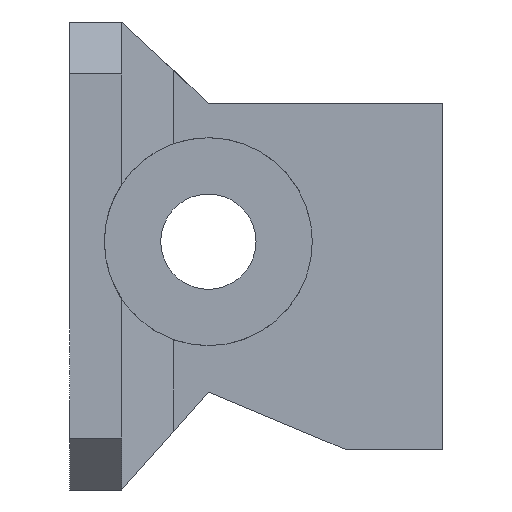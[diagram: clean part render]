
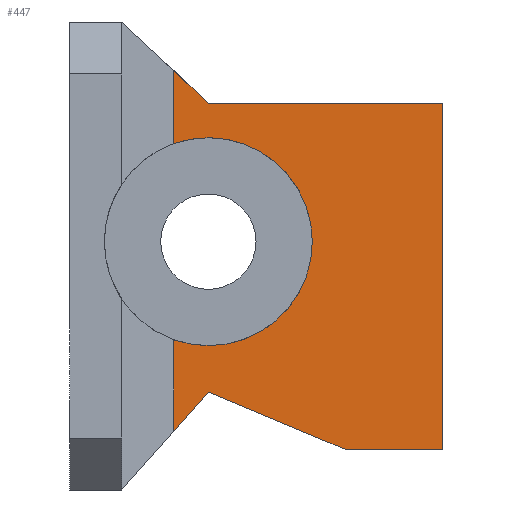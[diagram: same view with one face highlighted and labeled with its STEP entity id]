
A CAD part, left-side view. The second image highlights one B-rep face of the part: STEP entity #447.
In plain terms, the highlighted planar face has unit normal (-1, 0, 0).
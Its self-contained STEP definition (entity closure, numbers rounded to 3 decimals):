
#35=CIRCLE('',#495,6.);
#47=FACE_OUTER_BOUND('',#74,.T.);
#74=EDGE_LOOP('',(#339,#340,#341,#342,#343,#344,#345,#346,#347));
#112=LINE('',#701,#161);
#113=LINE('',#706,#162);
#115=LINE('',#710,#164);
#116=LINE('',#712,#165);
#117=LINE('',#714,#166);
#118=LINE('',#716,#167);
#119=LINE('',#718,#168);
#120=LINE('',#719,#169);
#161=VECTOR('',#568,10.);
#162=VECTOR('',#573,10.);
#164=VECTOR('',#577,10.);
#165=VECTOR('',#578,10.);
#166=VECTOR('',#579,10.);
#167=VECTOR('',#580,10.);
#168=VECTOR('',#581,10.);
#169=VECTOR('',#582,10.);
#212=VERTEX_POINT('',#697);
#213=VERTEX_POINT('',#699);
#214=VERTEX_POINT('',#703);
#215=VERTEX_POINT('',#705);
#216=VERTEX_POINT('',#709);
#217=VERTEX_POINT('',#711);
#218=VERTEX_POINT('',#713);
#219=VERTEX_POINT('',#715);
#220=VERTEX_POINT('',#717);
#261=EDGE_CURVE('',#212,#213,#112,.F.);
#263=EDGE_CURVE('',#215,#214,#113,.F.);
#265=EDGE_CURVE('',#216,#213,#115,.F.);
#266=EDGE_CURVE('',#217,#216,#116,.F.);
#267=EDGE_CURVE('',#217,#218,#117,.F.);
#268=EDGE_CURVE('',#219,#218,#118,.F.);
#269=EDGE_CURVE('',#220,#219,#119,.F.);
#270=EDGE_CURVE('',#215,#220,#120,.F.);
#271=EDGE_CURVE('',#212,#214,#35,.F.);
#339=ORIENTED_EDGE('',*,*,#261,.T.);
#340=ORIENTED_EDGE('',*,*,#265,.F.);
#341=ORIENTED_EDGE('',*,*,#266,.F.);
#342=ORIENTED_EDGE('',*,*,#267,.T.);
#343=ORIENTED_EDGE('',*,*,#268,.F.);
#344=ORIENTED_EDGE('',*,*,#269,.F.);
#345=ORIENTED_EDGE('',*,*,#270,.F.);
#346=ORIENTED_EDGE('',*,*,#263,.T.);
#347=ORIENTED_EDGE('',*,*,#271,.F.);
#428=PLANE('',#494);
#447=ADVANCED_FACE('',(#47),#428,.F.);
#494=AXIS2_PLACEMENT_3D('',#708,#575,#576);
#495=AXIS2_PLACEMENT_3D('',#720,#583,#584);
#568=DIRECTION('',(0.,0.,1.));
#573=DIRECTION('',(0.,0.,1.));
#575=DIRECTION('center_axis',(1.,0.,0.));
#576=DIRECTION('ref_axis',(0.,-1.,0.));
#577=DIRECTION('',(0.,-0.663,0.749));
#578=DIRECTION('',(0.,-0.922,-0.386));
#579=DIRECTION('',(0.,1.,0.));
#580=DIRECTION('',(0.,0.,1.));
#581=DIRECTION('',(0.,1.,0.));
#582=DIRECTION('',(0.,0.73,0.683));
#583=DIRECTION('center_axis',(1.,0.,0.));
#584=DIRECTION('ref_axis',(0.,-1.,0.));
#697=CARTESIAN_POINT('',(-13.5,29.5,-25.657));
#699=CARTESIAN_POINT('',(-13.5,29.5,-30.934));
#701=CARTESIAN_POINT('',(-13.5,29.5,-17.45));
#703=CARTESIAN_POINT('',(-13.5,29.5,-14.343));
#705=CARTESIAN_POINT('',(-13.5,29.5,-10.13));
#706=CARTESIAN_POINT('',(-13.5,29.5,-17.45));
#708=CARTESIAN_POINT('Origin',(-13.5,24.75,-20.825));
#709=CARTESIAN_POINT('',(-13.5,27.5,-28.673));
#710=CARTESIAN_POINT('',(-13.5,24.949,-25.789));
#711=CARTESIAN_POINT('',(-13.5,19.554,-32.));
#712=CARTESIAN_POINT('',(-13.5,20.978,-31.404));
#713=CARTESIAN_POINT('',(-13.5,14.,-32.));
#714=CARTESIAN_POINT('',(-13.5,19.375,-32.));
#715=CARTESIAN_POINT('',(-13.5,14.,-12.));
#716=CARTESIAN_POINT('',(-13.5,14.,-16.413));
#717=CARTESIAN_POINT('',(-13.5,27.5,-12.));
#718=CARTESIAN_POINT('',(-13.5,26.125,-12.));
#719=CARTESIAN_POINT('',(-13.5,27.065,-12.407));
#720=CARTESIAN_POINT('Origin',(-13.5,27.5,-20.));
